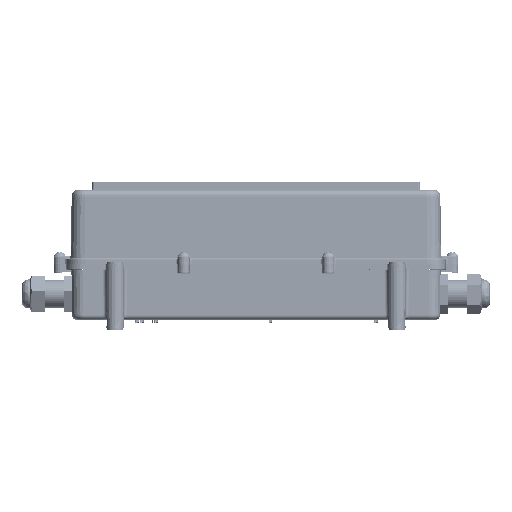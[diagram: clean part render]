
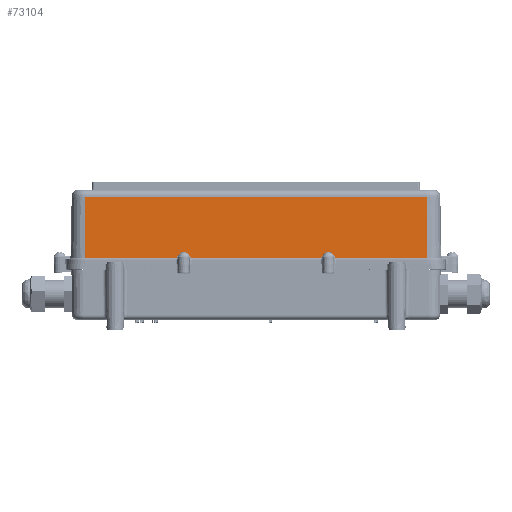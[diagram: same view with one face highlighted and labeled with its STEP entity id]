
A CAD part, left-side view. The second image highlights one B-rep face of the part: STEP entity #73104.
In plain terms, the highlighted planar face has unit normal (-1, 0, 0.018).
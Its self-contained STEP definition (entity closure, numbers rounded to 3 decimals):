
#184 = CARTESIAN_POINT ( 'NONE',  ( -5.15, -2.402, 2.271 ) ) ;
#232 = CARTESIAN_POINT ( 'NONE',  ( -5.151, -2.469, 2.241 ) ) ;
#745 = VERTEX_POINT ( 'NONE', #108093 ) ;
#1077 = DIRECTION ( 'NONE',  ( -0.017, 0., -1. ) ) ;
#2187 = VECTOR ( 'NONE', #24831, 39.37 ) ;
#2346 = VERTEX_POINT ( 'NONE', #14534 ) ;
#3040 = VERTEX_POINT ( 'NONE', #184 ) ;
#4733 = LINE ( 'NONE', #15335, #56651 ) ;
#4835 = VECTOR ( 'NONE', #47245, 39.37 ) ;
#7445 = LINE ( 'NONE', #136799, #8776 ) ;
#8477 = VERTEX_POINT ( 'NONE', #68149 ) ;
#8776 = VECTOR ( 'NONE', #72477, 39.37 ) ;
#10938 = EDGE_LOOP ( 'NONE', ( #126483, #98005, #134855, #28936, #106671, #117689, #80933, #73737, #51911, #135380, #138853, #76492 ) ) ;
#11002 = CARTESIAN_POINT ( 'NONE',  ( -5.155, 5.34, 1.99 ) ) ;
#11518 = CARTESIAN_POINT ( 'NONE',  ( -5.15, -2.443, 2.271 ) ) ;
#12484 = CARTESIAN_POINT ( 'NONE',  ( -5.15, -2.057, 2.271 ) ) ;
#13078 = LINE ( 'NONE', #11002, #17623 ) ;
#13260 = CARTESIAN_POINT ( 'NONE',  ( -5.15, -2.098, 2.271 ) ) ;
#14019 = CARTESIAN_POINT ( 'NONE',  ( -5.151, 2.464, 2.201 ) ) ;
#14534 = CARTESIAN_POINT ( 'NONE',  ( -5.151, 5.34, 2.201 ) ) ;
#14981 = VECTOR ( 'NONE', #76540, 39.37 ) ;
#15335 = CARTESIAN_POINT ( 'NONE',  ( -5.118, 5.34, 4.105 ) ) ;
#16321 = LINE ( 'NONE', #112475, #2187 ) ;
#16594 = CARTESIAN_POINT ( 'NONE',  ( -5.15, 2.098, 2.271 ) ) ;
#16845 = EDGE_CURVE ( 'NONE', #8477, #2346, #13078, .T. ) ;
#17623 = VECTOR ( 'NONE', #1077, 39.37 ) ;
#18805 = CARTESIAN_POINT ( 'NONE',  ( -5.151, 2.464, 2.201 ) ) ;
#20207 = EDGE_CURVE ( 'NONE', #745, #110494, #30590, .T. ) ;
#22981 = EDGE_CURVE ( 'NONE', #3040, #99416, #115978, .T. ) ;
#24831 = DIRECTION ( 'NONE',  ( 0., -1., 0. ) ) ;
#25137 = CARTESIAN_POINT ( 'NONE',  ( -5.151, -2.031, 2.241 ) ) ;
#25147 = DIRECTION ( 'NONE',  ( -0.017, 0., -1. ) ) ;
#27944 = PLANE ( 'NONE',  #91491 ) ;
#28936 = ORIENTED_EDGE ( 'NONE', *, *, #71668, .T. ) ;
#30590 = LINE ( 'NONE', #87123, #14981 ) ;
#34335 = CARTESIAN_POINT ( 'NONE',  ( -5.151, -2.036, 2.201 ) ) ;
#42583 = CARTESIAN_POINT ( 'NONE',  ( -5.15, 2.402, 2.271 ) ) ;
#45472 = VERTEX_POINT ( 'NONE', #13260 ) ;
#47245 = DIRECTION ( 'NONE',  ( 0., -1., 0. ) ) ;
#49102 = CARTESIAN_POINT ( 'NONE',  ( -5.151, 2.031, 2.241 ) ) ;
#50558 = FACE_OUTER_BOUND ( 'NONE', #10938, .T. ) ;
#51511 = EDGE_CURVE ( 'NONE', #60281, #78863, #86046, .T. ) ;
#51740 =( BOUNDED_CURVE ( )  B_SPLINE_CURVE ( 3, ( #14019, #94552, #71243, #71944 ),
 .UNSPECIFIED., .F., .F. ) 
 B_SPLINE_CURVE_WITH_KNOTS ( ( 4, 4 ),
 ( 4.592, 6.283 ),
 .UNSPECIFIED. ) 
 CURVE ( )  GEOMETRIC_REPRESENTATION_ITEM ( )  RATIONAL_B_SPLINE_CURVE ( ( 1., 0.776, 0.776, 1. ) ) 
 REPRESENTATION_ITEM ( '' )  );
#51911 = ORIENTED_EDGE ( 'NONE', *, *, #112130, .T. ) ;
#51976 = EDGE_CURVE ( 'NONE', #99416, #134255, #16321, .T. ) ;
#52029 = VECTOR ( 'NONE', #95980, 39.37 ) ;
#52845 = CARTESIAN_POINT ( 'NONE',  ( -5.15, 2.067, 2.271 ) ) ;
#55884 =( BOUNDED_CURVE ( )  B_SPLINE_CURVE ( 3, ( #16594, #69629, #49102, #101450 ),
 .UNSPECIFIED., .F., .F. ) 
 B_SPLINE_CURVE_WITH_KNOTS ( ( 4, 4 ),
 ( 3.142, 4.833 ),
 .UNSPECIFIED. ) 
 CURVE ( )  GEOMETRIC_REPRESENTATION_ITEM ( )  RATIONAL_B_SPLINE_CURVE ( ( 1., 0.776, 0.776, 1. ) ) 
 REPRESENTATION_ITEM ( '' )  );
#56001 = CARTESIAN_POINT ( 'NONE',  ( -5.151, -2.464, 2.201 ) ) ;
#56651 = VECTOR ( 'NONE', #111475, 39.37 ) ;
#60281 = VERTEX_POINT ( 'NONE', #42583 ) ;
#60472 = LINE ( 'NONE', #79579, #61003 ) ;
#61003 = VECTOR ( 'NONE', #25147, 39.37 ) ;
#61180 = CARTESIAN_POINT ( 'NONE',  ( -5.155, 5.34, 1.99 ) ) ;
#65506 = CARTESIAN_POINT ( 'NONE',  ( -5.15, -2.098, 2.271 ) ) ;
#65939 = CARTESIAN_POINT ( 'NONE',  ( -5.151, -2.464, 2.201 ) ) ;
#66033 = CARTESIAN_POINT ( 'NONE',  ( -5.151, -2.036, 2.201 ) ) ;
#68149 = CARTESIAN_POINT ( 'NONE',  ( -5.118, 5.34, 4.105 ) ) ;
#69629 = CARTESIAN_POINT ( 'NONE',  ( -5.15, 2.057, 2.271 ) ) ;
#69881 = CARTESIAN_POINT ( 'NONE',  ( -5.15, 5.34, 2.271 ) ) ;
#71243 = CARTESIAN_POINT ( 'NONE',  ( -5.15, 2.443, 2.271 ) ) ;
#71668 = EDGE_CURVE ( 'NONE', #110494, #45472, #116226, .T. ) ;
#71944 = CARTESIAN_POINT ( 'NONE',  ( -5.15, 2.402, 2.271 ) ) ;
#72477 = DIRECTION ( 'NONE',  ( 0., -1., 0. ) ) ;
#73104 = ADVANCED_FACE ( 'NONE', ( #50558 ), #27944, .T. ) ;
#73737 = ORIENTED_EDGE ( 'NONE', *, *, #111643, .F. ) ;
#76492 = ORIENTED_EDGE ( 'NONE', *, *, #135276, .T. ) ;
#76540 = DIRECTION ( 'NONE',  ( 0., -1., 0. ) ) ;
#78863 = VERTEX_POINT ( 'NONE', #127190 ) ;
#79579 = CARTESIAN_POINT ( 'NONE',  ( -5.155, -5.34, 1.99 ) ) ;
#80275 = VERTEX_POINT ( 'NONE', #112419 ) ;
#80933 = ORIENTED_EDGE ( 'NONE', *, *, #51976, .T. ) ;
#81316 = EDGE_CURVE ( 'NONE', #2346, #108081, #7445, .T. ) ;
#83094 = DIRECTION ( 'NONE',  ( 0.017, 0., 1. ) ) ;
#86046 = LINE ( 'NONE', #52845, #52029 ) ;
#86425 = CARTESIAN_POINT ( 'NONE',  ( -5.15, -2.402, 2.271 ) ) ;
#86886 = CARTESIAN_POINT ( 'NONE',  ( -5.151, -5.34, 2.201 ) ) ;
#87123 = CARTESIAN_POINT ( 'NONE',  ( -5.151, -5.34, 2.201 ) ) ;
#91491 = AXIS2_PLACEMENT_3D ( 'NONE', #61180, #101529, #83094 ) ;
#94552 = CARTESIAN_POINT ( 'NONE',  ( -5.151, 2.469, 2.241 ) ) ;
#95980 = DIRECTION ( 'NONE',  ( 0., -1., 0. ) ) ;
#98005 = ORIENTED_EDGE ( 'NONE', *, *, #101473, .T. ) ;
#99416 = VERTEX_POINT ( 'NONE', #65939 ) ;
#101450 = CARTESIAN_POINT ( 'NONE',  ( -5.151, 2.036, 2.201 ) ) ;
#101473 = EDGE_CURVE ( 'NONE', #78863, #745, #55884, .T. ) ;
#101529 = DIRECTION ( 'NONE',  ( -1., 0., 0.017 ) ) ;
#102408 = LINE ( 'NONE', #69881, #4835 ) ;
#106671 = ORIENTED_EDGE ( 'NONE', *, *, #125229, .T. ) ;
#108081 = VERTEX_POINT ( 'NONE', #18805 ) ;
#108093 = CARTESIAN_POINT ( 'NONE',  ( -5.151, 2.036, 2.201 ) ) ;
#110494 = VERTEX_POINT ( 'NONE', #66033 ) ;
#111475 = DIRECTION ( 'NONE',  ( 0., 1., 0. ) ) ;
#111643 = EDGE_CURVE ( 'NONE', #80275, #134255, #60472, .T. ) ;
#112130 = EDGE_CURVE ( 'NONE', #80275, #8477, #4733, .T. ) ;
#112419 = CARTESIAN_POINT ( 'NONE',  ( -5.118, -5.34, 4.105 ) ) ;
#112475 = CARTESIAN_POINT ( 'NONE',  ( -5.151, -5.34, 2.201 ) ) ;
#115978 =( BOUNDED_CURVE ( )  B_SPLINE_CURVE ( 3, ( #86425, #11518, #232, #56001 ),
 .UNSPECIFIED., .F., .F. ) 
 B_SPLINE_CURVE_WITH_KNOTS ( ( 4, 4 ),
 ( 0., 1.691 ),
 .UNSPECIFIED. ) 
 CURVE ( )  GEOMETRIC_REPRESENTATION_ITEM ( )  RATIONAL_B_SPLINE_CURVE ( ( 1., 0.776, 0.776, 1. ) ) 
 REPRESENTATION_ITEM ( '' )  );
#116226 =( BOUNDED_CURVE ( )  B_SPLINE_CURVE ( 3, ( #34335, #25137, #12484, #65506 ),
 .UNSPECIFIED., .F., .F. ) 
 B_SPLINE_CURVE_WITH_KNOTS ( ( 4, 4 ),
 ( 1.451, 3.142 ),
 .UNSPECIFIED. ) 
 CURVE ( )  GEOMETRIC_REPRESENTATION_ITEM ( )  RATIONAL_B_SPLINE_CURVE ( ( 1., 0.776, 0.776, 1. ) ) 
 REPRESENTATION_ITEM ( '' )  );
#117689 = ORIENTED_EDGE ( 'NONE', *, *, #22981, .T. ) ;
#125229 = EDGE_CURVE ( 'NONE', #45472, #3040, #102408, .T. ) ;
#126483 = ORIENTED_EDGE ( 'NONE', *, *, #51511, .T. ) ;
#127190 = CARTESIAN_POINT ( 'NONE',  ( -5.15, 2.098, 2.271 ) ) ;
#134255 = VERTEX_POINT ( 'NONE', #86886 ) ;
#134855 = ORIENTED_EDGE ( 'NONE', *, *, #20207, .T. ) ;
#135276 = EDGE_CURVE ( 'NONE', #108081, #60281, #51740, .T. ) ;
#135380 = ORIENTED_EDGE ( 'NONE', *, *, #16845, .T. ) ;
#136799 = CARTESIAN_POINT ( 'NONE',  ( -5.151, -5.34, 2.201 ) ) ;
#138853 = ORIENTED_EDGE ( 'NONE', *, *, #81316, .T. ) ;
